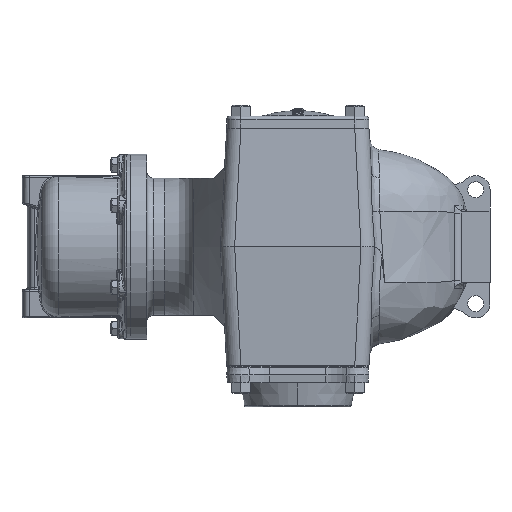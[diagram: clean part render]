
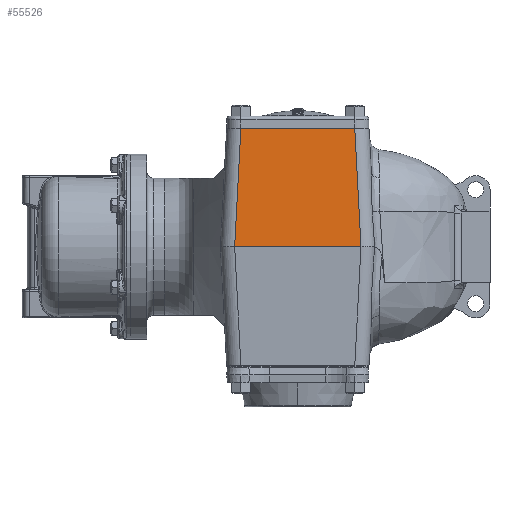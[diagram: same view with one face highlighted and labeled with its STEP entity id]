
A CAD part, left-side view. The second image highlights one B-rep face of the part: STEP entity #55526.
In plain terms, the highlighted planar face has unit normal (-0.999, 0, 0.052).
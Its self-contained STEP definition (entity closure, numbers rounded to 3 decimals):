
#2157 = ORIENTED_EDGE ( 'NONE', *, *, #59557, .F. ) ;
#2892 = ORIENTED_EDGE ( 'NONE', *, *, #48141, .T. ) ;
#3262 = CARTESIAN_POINT ( 'NONE',  ( -188.095, -205.575, 0. ) ) ;
#4131 = CARTESIAN_POINT ( 'NONE',  ( -182.563, -200.042, 105.569 ) ) ;
#10448 = DIRECTION ( 'NONE',  ( -0.052, 0.052, -0.997 ) ) ;
#10738 = CARTESIAN_POINT ( 'NONE',  ( -182.563, -98.408, 105.569 ) ) ;
#10878 = VECTOR ( 'NONE', #50620, 1000. ) ;
#13041 = CARTESIAN_POINT ( 'NONE',  ( -188.349, -92.621, -4.841 ) ) ;
#15737 = CARTESIAN_POINT ( 'NONE',  ( -188.095, -92.875, 0. ) ) ;
#16392 = ORIENTED_EDGE ( 'NONE', *, *, #30333, .T. ) ;
#19032 = DIRECTION ( 'NONE',  ( -0.999, 0., 0.052 ) ) ;
#19204 = VECTOR ( 'NONE', #26448, 1000. ) ;
#23302 = CARTESIAN_POINT ( 'NONE',  ( -188.095, 0., 0. ) ) ;
#26448 = DIRECTION ( 'NONE',  ( 0., -1., 0. ) ) ;
#27228 = AXIS2_PLACEMENT_3D ( 'NONE', #46720, #19032, #51338 ) ;
#28111 = PLANE ( 'NONE',  #27228 ) ;
#30333 = EDGE_CURVE ( 'NONE', #47967, #47074, #44233, .T. ) ;
#30506 = CARTESIAN_POINT ( 'NONE',  ( -182.563, 0., 105.569 ) ) ;
#31050 = FACE_OUTER_BOUND ( 'NONE', #51825, .T. ) ;
#31518 = VERTEX_POINT ( 'NONE', #3262 ) ;
#31910 = VECTOR ( 'NONE', #10448, 1000. ) ;
#36472 = LINE ( 'NONE', #23302, #48715 ) ;
#37849 = EDGE_CURVE ( 'NONE', #31518, #57948, #58483, .T. ) ;
#43813 = LINE ( 'NONE', #30506, #19204 ) ;
#44233 = LINE ( 'NONE', #13041, #31910 ) ;
#46190 = CARTESIAN_POINT ( 'NONE',  ( -187.534, -205.013, 10.715 ) ) ;
#46720 = CARTESIAN_POINT ( 'NONE',  ( -188.095, 0., 0. ) ) ;
#47074 = VERTEX_POINT ( 'NONE', #15737 ) ;
#47967 = VERTEX_POINT ( 'NONE', #10738 ) ;
#48141 = EDGE_CURVE ( 'NONE', #47074, #31518, #36472, .T. ) ;
#48715 = VECTOR ( 'NONE', #50959, 1000. ) ;
#50620 = DIRECTION ( 'NONE',  ( 0.052, 0.052, 0.997 ) ) ;
#50959 = DIRECTION ( 'NONE',  ( 0., -1., 0. ) ) ;
#51338 = DIRECTION ( 'NONE',  ( 0.052, 0., 0.999 ) ) ;
#51825 = EDGE_LOOP ( 'NONE', ( #2892, #59164, #2157, #16392 ) ) ;
#55526 = ADVANCED_FACE ( 'NONE', ( #31050 ), #28111, .T. ) ;
#57948 = VERTEX_POINT ( 'NONE', #4131 ) ;
#58483 = LINE ( 'NONE', #46190, #10878 ) ;
#59164 = ORIENTED_EDGE ( 'NONE', *, *, #37849, .T. ) ;
#59557 = EDGE_CURVE ( 'NONE', #47967, #57948, #43813, .T. ) ;
